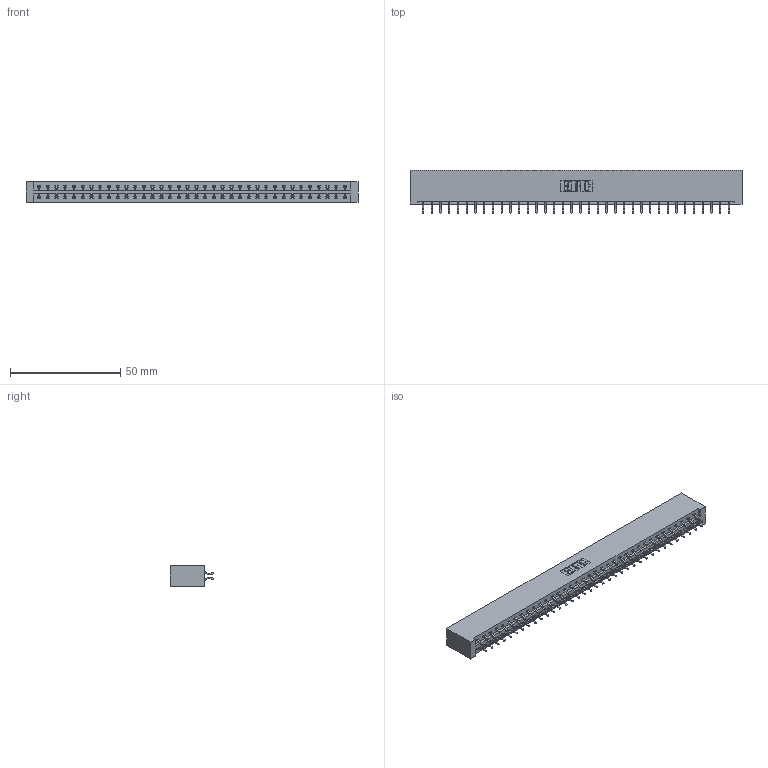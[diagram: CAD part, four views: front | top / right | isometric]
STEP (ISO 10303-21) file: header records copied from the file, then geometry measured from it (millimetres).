
FILE_DESCRIPTION (( 'STEP AP203' ), '1' );
FILE_NAME ('337-072-556-201.STEP', '2018-08-11T15:28:23', ( '' ), ( '' ), 'SwSTEP 2.0', 'SolidWorks 2016', '' );
FILE_SCHEMA (( 'CONFIG_CONTROL_DESIGN' ));
Length unit declared in the file: inch
Products named in the file (3): 345-292-001_556 Tail; 337-072-556-201; 337 Part_No Mounting Lugs
Assembly tree (73 placements, depth 2):
  337-072-556-201
    337 Part_No Mounting Lugs
    345-292-001_556 Tail  x72
Bounding box: 150.52 x 19.57 x 9.4 mm (x, y, z)
Volume: 16541.1 mm3; surface area: 18621.5 mm2
Topology: 73 solids, 73 shells, 4426 faces, 13175 edges, 8686 vertices
Faces by surface type: plane 3090, cylinder 1336
Entity records: 28631 total; most frequent: CARTESIAN_POINT 4842, ORIENTED_EDGE 4766, DIRECTION 4111, EDGE_CURVE 2383, VECTOR 2255, LINE 2255, VERTEX_POINT 1586, AXIS2_PLACEMENT_3D 928
